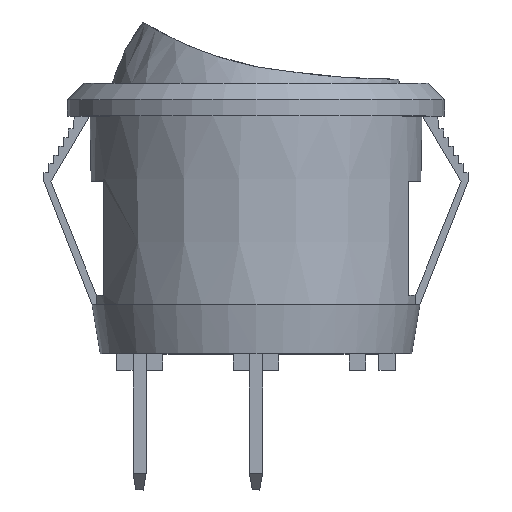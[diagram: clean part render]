
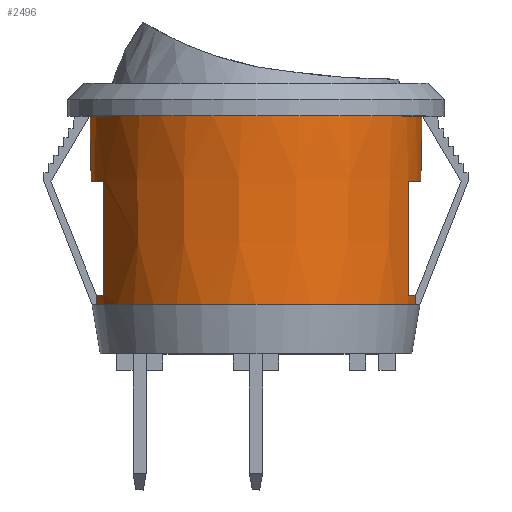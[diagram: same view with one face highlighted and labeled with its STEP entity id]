
A CAD part, top view. The second image highlights one B-rep face of the part: STEP entity #2496.
In plain terms, the highlighted conical face has half-angle 1.023 degrees and reference radius 10.047 mm.
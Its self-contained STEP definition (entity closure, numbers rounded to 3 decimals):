
#15=CONICAL_SURFACE('',#2653,10.047,0.018);
#18=(
BOUNDED_CURVE()
B_SPLINE_CURVE(2,(#3775,#3776,#3777),.UNSPECIFIED.,.F.,.F.)
B_SPLINE_CURVE_WITH_KNOTS((3,3),(0.,0.695),.UNSPECIFIED.)
CURVE()
GEOMETRIC_REPRESENTATION_ITEM()
RATIONAL_B_SPLINE_CURVE((1.,1.,1.))
REPRESENTATION_ITEM('')
);
#19=(
BOUNDED_CURVE()
B_SPLINE_CURVE(2,(#3780,#3781,#3782),.UNSPECIFIED.,.F.,.F.)
B_SPLINE_CURVE_WITH_KNOTS((3,3),(0.,0.695),.UNSPECIFIED.)
CURVE()
GEOMETRIC_REPRESENTATION_ITEM()
RATIONAL_B_SPLINE_CURVE((1.,1.,1.))
REPRESENTATION_ITEM('')
);
#20=(
BOUNDED_CURVE()
B_SPLINE_CURVE(2,(#3788,#3789,#3790),.UNSPECIFIED.,.F.,.F.)
B_SPLINE_CURVE_WITH_KNOTS((3,3),(0.,0.695),.UNSPECIFIED.)
CURVE()
GEOMETRIC_REPRESENTATION_ITEM()
RATIONAL_B_SPLINE_CURVE((1.,1.,1.))
REPRESENTATION_ITEM('')
);
#21=(
BOUNDED_CURVE()
B_SPLINE_CURVE(2,(#3794,#3795,#3796),.UNSPECIFIED.,.F.,.F.)
B_SPLINE_CURVE_WITH_KNOTS((3,3),(0.,0.695),.UNSPECIFIED.)
CURVE()
GEOMETRIC_REPRESENTATION_ITEM()
RATIONAL_B_SPLINE_CURVE((1.,1.,1.))
REPRESENTATION_ITEM('')
);
#47=FACE_BOUND('',#297,.T.);
#71=CIRCLE('',#2628,9.955);
#72=CIRCLE('',#2629,9.955);
#73=CIRCLE('',#2632,10.079);
#74=CIRCLE('',#2635,9.955);
#75=CIRCLE('',#2636,9.955);
#76=CIRCLE('',#2638,10.079);
#77=CIRCLE('',#2640,9.945);
#82=CIRCLE('',#2646,9.945);
#83=CIRCLE('',#2649,10.);
#84=CIRCLE('',#2654,10.15);
#156=FACE_OUTER_BOUND('',#296,.T.);
#296=EDGE_LOOP('',(#1830,#1831,#1832,#1833,#1834,#1835,#1836,#1837,#1838,
#1839,#1840,#1841,#1842,#1843,#1844,#1845));
#297=EDGE_LOOP('',(#1846,#1847,#1848,#1849));
#512=LINE('',#3831,#806);
#518=LINE('',#3844,#812);
#524=LINE('',#3855,#818);
#525=LINE('',#3856,#819);
#526=LINE('',#3857,#820);
#527=LINE('',#3858,#821);
#806=VECTOR('',#3034,10.);
#812=VECTOR('',#3046,10.);
#818=VECTOR('',#3058,10.);
#819=VECTOR('',#3059,10.);
#820=VECTOR('',#3060,10.);
#821=VECTOR('',#3061,10.);
#1063=VERTEX_POINT('',#3765);
#1064=VERTEX_POINT('',#3766);
#1065=VERTEX_POINT('',#3768);
#1066=VERTEX_POINT('',#3770);
#1067=VERTEX_POINT('',#3774);
#1068=VERTEX_POINT('',#3778);
#1069=VERTEX_POINT('',#3786);
#1070=VERTEX_POINT('',#3787);
#1071=VERTEX_POINT('',#3791);
#1072=VERTEX_POINT('',#3793);
#1073=VERTEX_POINT('',#3799);
#1074=VERTEX_POINT('',#3801);
#1075=VERTEX_POINT('',#3807);
#1077=VERTEX_POINT('',#3810);
#1080=VERTEX_POINT('',#3817);
#1084=VERTEX_POINT('',#3825);
#1085=VERTEX_POINT('',#3829);
#1086=VERTEX_POINT('',#3830);
#1089=VERTEX_POINT('',#3839);
#1090=VERTEX_POINT('',#3843);
#1327=EDGE_CURVE('',#1063,#1064,#71,.T.);
#1329=EDGE_CURVE('',#1066,#1065,#72,.T.);
#1331=EDGE_CURVE('',#1067,#1063,#18,.T.);
#1333=EDGE_CURVE('',#1065,#1068,#19,.T.);
#1334=EDGE_CURVE('',#1068,#1067,#73,.T.);
#1335=EDGE_CURVE('',#1069,#1070,#20,.T.);
#1337=EDGE_CURVE('',#1072,#1071,#21,.T.);
#1339=EDGE_CURVE('',#1070,#1073,#74,.T.);
#1340=EDGE_CURVE('',#1074,#1072,#75,.T.);
#1342=EDGE_CURVE('',#1071,#1069,#76,.T.);
#1344=EDGE_CURVE('',#1075,#1077,#77,.T.);
#1352=EDGE_CURVE('',#1084,#1080,#82,.T.);
#1353=EDGE_CURVE('',#1085,#1086,#512,.T.);
#1358=EDGE_CURVE('',#1089,#1085,#83,.T.);
#1360=EDGE_CURVE('',#1090,#1089,#518,.T.);
#1366=EDGE_CURVE('',#1077,#1064,#524,.T.);
#1367=EDGE_CURVE('',#1074,#1075,#525,.T.);
#1368=EDGE_CURVE('',#1080,#1073,#526,.T.);
#1369=EDGE_CURVE('',#1066,#1084,#527,.T.);
#1370=EDGE_CURVE('',#1090,#1086,#84,.T.);
#1830=ORIENTED_EDGE('',*,*,#1327,.T.);
#1831=ORIENTED_EDGE('',*,*,#1366,.F.);
#1832=ORIENTED_EDGE('',*,*,#1344,.F.);
#1833=ORIENTED_EDGE('',*,*,#1367,.F.);
#1834=ORIENTED_EDGE('',*,*,#1340,.T.);
#1835=ORIENTED_EDGE('',*,*,#1337,.T.);
#1836=ORIENTED_EDGE('',*,*,#1342,.T.);
#1837=ORIENTED_EDGE('',*,*,#1335,.T.);
#1838=ORIENTED_EDGE('',*,*,#1339,.T.);
#1839=ORIENTED_EDGE('',*,*,#1368,.F.);
#1840=ORIENTED_EDGE('',*,*,#1352,.F.);
#1841=ORIENTED_EDGE('',*,*,#1369,.F.);
#1842=ORIENTED_EDGE('',*,*,#1329,.T.);
#1843=ORIENTED_EDGE('',*,*,#1333,.T.);
#1844=ORIENTED_EDGE('',*,*,#1334,.T.);
#1845=ORIENTED_EDGE('',*,*,#1331,.T.);
#1846=ORIENTED_EDGE('',*,*,#1360,.T.);
#1847=ORIENTED_EDGE('',*,*,#1358,.T.);
#1848=ORIENTED_EDGE('',*,*,#1353,.T.);
#1849=ORIENTED_EDGE('',*,*,#1370,.F.);
#2496=ADVANCED_FACE('',(#156,#47),#15,.T.);
#2628=AXIS2_PLACEMENT_3D('',#3767,#2984,#2985);
#2629=AXIS2_PLACEMENT_3D('',#3771,#2987,#2988);
#2632=AXIS2_PLACEMENT_3D('',#3784,#2995,#2996);
#2635=AXIS2_PLACEMENT_3D('',#3800,#3003,#3004);
#2636=AXIS2_PLACEMENT_3D('',#3802,#3005,#3006);
#2638=AXIS2_PLACEMENT_3D('',#3805,#3010,#3011);
#2640=AXIS2_PLACEMENT_3D('',#3811,#3015,#3016);
#2646=AXIS2_PLACEMENT_3D('',#3827,#3030,#3031);
#2649=AXIS2_PLACEMENT_3D('',#3840,#3041,#3042);
#2653=AXIS2_PLACEMENT_3D('',#3854,#3056,#3057);
#2654=AXIS2_PLACEMENT_3D('',#3859,#3062,#3063);
#2984=DIRECTION('center_axis',(0.,-1.,0.));
#2985=DIRECTION('ref_axis',(0.,0.,-1.));
#2987=DIRECTION('center_axis',(0.,-1.,0.));
#2988=DIRECTION('ref_axis',(0.,0.,-1.));
#2995=DIRECTION('center_axis',(0.,1.,0.));
#2996=DIRECTION('ref_axis',(0.,0.,-1.));
#3003=DIRECTION('center_axis',(0.,-1.,0.));
#3004=DIRECTION('ref_axis',(0.,0.,-1.));
#3005=DIRECTION('center_axis',(0.,-1.,0.));
#3006=DIRECTION('ref_axis',(0.,0.,-1.));
#3010=DIRECTION('center_axis',(0.,1.,0.));
#3011=DIRECTION('ref_axis',(0.,0.,-1.));
#3015=DIRECTION('center_axis',(0.,-1.,0.));
#3016=DIRECTION('ref_axis',(0.,0.,-1.));
#3030=DIRECTION('center_axis',(0.,-1.,0.));
#3031=DIRECTION('ref_axis',(0.,0.,-1.));
#3034=DIRECTION('',(0.,1.,-0.018));
#3041=DIRECTION('center_axis',(0.,-1.,0.));
#3042=DIRECTION('ref_axis',(1.,0.,0.));
#3046=DIRECTION('',(0.,-1.,0.018));
#3056=DIRECTION('center_axis',(0.,1.,0.));
#3057=DIRECTION('ref_axis',(0.,0.,-1.));
#3058=DIRECTION('',(-0.018,1.,0.));
#3059=DIRECTION('',(-0.018,-1.,0.));
#3060=DIRECTION('',(0.018,1.,0.));
#3061=DIRECTION('',(0.018,-1.,0.));
#3062=DIRECTION('center_axis',(0.,1.,0.));
#3063=DIRECTION('ref_axis',(0.,0.,-1.));
#3765=CARTESIAN_POINT('',(-0.909,3.101,3.549));
#3766=CARTESIAN_POINT('',(-1.341,3.101,2.095));
#3767=CARTESIAN_POINT('Origin',(8.39,3.101,-0.005));
#3768=CARTESIAN_POINT('',(-0.909,3.101,-3.559));
#3770=CARTESIAN_POINT('',(-1.341,3.101,-2.105));
#3771=CARTESIAN_POINT('Origin',(8.39,3.101,-0.005));
#3774=CARTESIAN_POINT('',(-0.91,10.042,3.88));
#3775=CARTESIAN_POINT('Ctrl Pts',(-0.91,10.042,3.88));
#3776=CARTESIAN_POINT('Ctrl Pts',(-0.91,6.417,3.713));
#3777=CARTESIAN_POINT('Ctrl Pts',(-0.909,3.101,3.549));
#3778=CARTESIAN_POINT('',(-0.91,10.042,-3.89));
#3780=CARTESIAN_POINT('Ctrl Pts',(-0.909,3.101,-3.559));
#3781=CARTESIAN_POINT('Ctrl Pts',(-0.91,6.417,-3.724));
#3782=CARTESIAN_POINT('Ctrl Pts',(-0.91,10.042,-3.89));
#3784=CARTESIAN_POINT('Origin',(8.39,10.042,-0.005));
#3786=CARTESIAN_POINT('',(17.69,10.042,-3.89));
#3787=CARTESIAN_POINT('',(17.689,3.101,-3.559));
#3788=CARTESIAN_POINT('Ctrl Pts',(17.69,10.042,-3.89));
#3789=CARTESIAN_POINT('Ctrl Pts',(17.689,6.417,-3.724));
#3790=CARTESIAN_POINT('Ctrl Pts',(17.689,3.101,-3.559));
#3791=CARTESIAN_POINT('',(17.69,10.042,3.88));
#3793=CARTESIAN_POINT('',(17.689,3.101,3.549));
#3794=CARTESIAN_POINT('Ctrl Pts',(17.689,3.101,3.549));
#3795=CARTESIAN_POINT('Ctrl Pts',(17.689,6.417,3.713));
#3796=CARTESIAN_POINT('Ctrl Pts',(17.69,10.042,3.88));
#3799=CARTESIAN_POINT('',(18.121,3.101,-2.105));
#3800=CARTESIAN_POINT('Origin',(8.39,3.101,-0.005));
#3801=CARTESIAN_POINT('',(18.121,3.101,2.095));
#3802=CARTESIAN_POINT('Origin',(8.39,3.101,-0.005));
#3805=CARTESIAN_POINT('Origin',(8.39,10.042,-0.005));
#3807=CARTESIAN_POINT('',(18.11,2.524,2.095));
#3810=CARTESIAN_POINT('',(-1.331,2.524,2.095));
#3811=CARTESIAN_POINT('Origin',(8.39,2.524,-0.005));
#3817=CARTESIAN_POINT('',(18.11,2.524,-2.105));
#3825=CARTESIAN_POINT('',(-1.331,2.524,-2.105));
#3827=CARTESIAN_POINT('Origin',(8.39,2.524,-0.005));
#3829=CARTESIAN_POINT('',(9.44,5.621,-9.95));
#3830=CARTESIAN_POINT('',(9.44,14.024,-10.101));
#3831=CARTESIAN_POINT('',(9.44,5.621,-9.95));
#3839=CARTESIAN_POINT('',(7.34,5.621,-9.95));
#3840=CARTESIAN_POINT('Origin',(8.39,5.621,-0.005));
#3843=CARTESIAN_POINT('',(7.34,14.024,-10.101));
#3844=CARTESIAN_POINT('',(7.34,14.024,-10.101));
#3854=CARTESIAN_POINT('Origin',(8.39,8.274,-0.005));
#3855=CARTESIAN_POINT('',(-1.331,2.524,2.095));
#3856=CARTESIAN_POINT('',(18.121,3.101,2.095));
#3857=CARTESIAN_POINT('',(18.11,2.524,-2.105));
#3858=CARTESIAN_POINT('',(-1.341,3.101,-2.105));
#3859=CARTESIAN_POINT('Origin',(8.39,14.024,-0.005));
